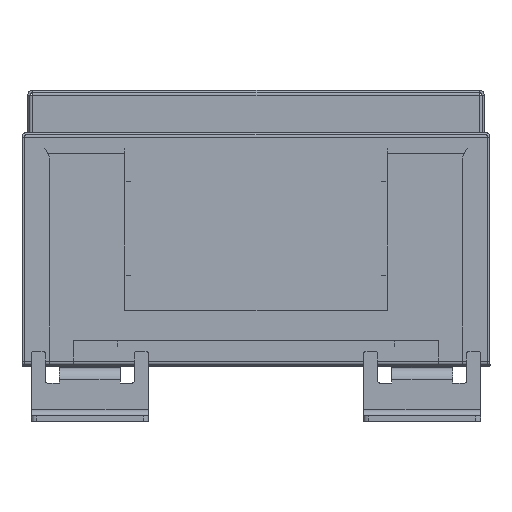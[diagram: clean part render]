
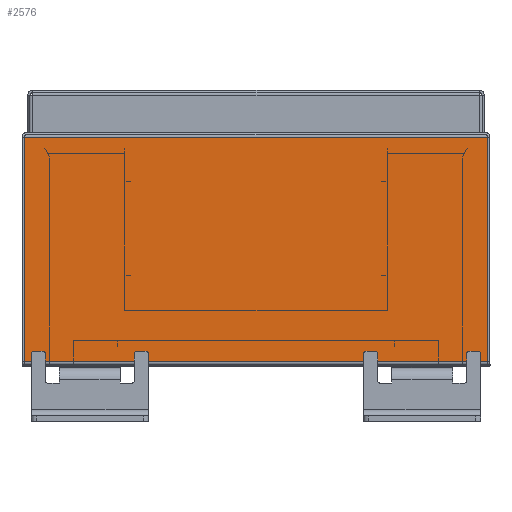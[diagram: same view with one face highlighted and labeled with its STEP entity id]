
A CAD part, left-side view. The second image highlights one B-rep face of the part: STEP entity #2576.
In plain terms, the highlighted planar face has unit normal (-1, 0, 0).
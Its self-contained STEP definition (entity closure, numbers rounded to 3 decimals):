
#98 = PLANE ( 'NONE',  #24239 ) ;
#420 = VERTEX_POINT ( 'NONE', #26261 ) ;
#704 = DIRECTION ( 'NONE',  ( 0., 0., 1. ) ) ;
#2176 = VERTEX_POINT ( 'NONE', #15226 ) ;
#2576 = ADVANCED_FACE ( 'NONE', ( #26407 ), #98, .F. ) ;
#4390 = VECTOR ( 'NONE', #19675, 1000. ) ;
#5079 = LINE ( 'NONE', #11631, #6547 ) ;
#6547 = VECTOR ( 'NONE', #21377, 1000. ) ;
#6950 = EDGE_CURVE ( 'NONE', #16074, #14744, #11526, .T. ) ;
#7672 = ORIENTED_EDGE ( 'NONE', *, *, #26251, .F. ) ;
#8405 = CARTESIAN_POINT ( 'NONE',  ( -250., 0., 0. ) ) ;
#9853 = CARTESIAN_POINT ( 'NONE',  ( -250., 100., 97. ) ) ;
#9925 = VECTOR ( 'NONE', #17658, 1000. ) ;
#11366 = LINE ( 'NONE', #13634, #9925 ) ;
#11526 = LINE ( 'NONE', #17694, #4390 ) ;
#11631 = CARTESIAN_POINT ( 'NONE',  ( -250., 100., 1. ) ) ;
#12548 = ORIENTED_EDGE ( 'NONE', *, *, #13558, .T. ) ;
#12731 = LINE ( 'NONE', #23136, #15047 ) ;
#13558 = EDGE_CURVE ( 'NONE', #2176, #420, #12731, .T. ) ;
#13634 = CARTESIAN_POINT ( 'NONE',  ( -250., -100., 97. ) ) ;
#14666 = DIRECTION ( 'NONE',  ( 0., 0., -1. ) ) ;
#14744 = VERTEX_POINT ( 'NONE', #21984 ) ;
#15047 = VECTOR ( 'NONE', #704, 1000. ) ;
#15226 = CARTESIAN_POINT ( 'NONE',  ( -250., -100., 1. ) ) ;
#15556 = EDGE_CURVE ( 'NONE', #420, #16074, #11366, .T. ) ;
#16074 = VERTEX_POINT ( 'NONE', #9853 ) ;
#17658 = DIRECTION ( 'NONE',  ( 0., 1., 0. ) ) ;
#17694 = CARTESIAN_POINT ( 'NONE',  ( -250., 100., 0. ) ) ;
#19323 = ORIENTED_EDGE ( 'NONE', *, *, #6950, .T. ) ;
#19564 = ORIENTED_EDGE ( 'NONE', *, *, #15556, .T. ) ;
#19616 = EDGE_LOOP ( 'NONE', ( #19564, #19323, #7672, #12548 ) ) ;
#19675 = DIRECTION ( 'NONE',  ( 0., 0., -1. ) ) ;
#20815 = DIRECTION ( 'NONE',  ( 1., 0., 0. ) ) ;
#21377 = DIRECTION ( 'NONE',  ( 0., 1., 0. ) ) ;
#21984 = CARTESIAN_POINT ( 'NONE',  ( -250., 100., 1. ) ) ;
#23136 = CARTESIAN_POINT ( 'NONE',  ( -250., -100., 0. ) ) ;
#24239 = AXIS2_PLACEMENT_3D ( 'NONE', #8405, #20815, #14666 ) ;
#26251 = EDGE_CURVE ( 'NONE', #2176, #14744, #5079, .T. ) ;
#26261 = CARTESIAN_POINT ( 'NONE',  ( -250., -100., 97. ) ) ;
#26407 = FACE_OUTER_BOUND ( 'NONE', #19616, .T. ) ;
